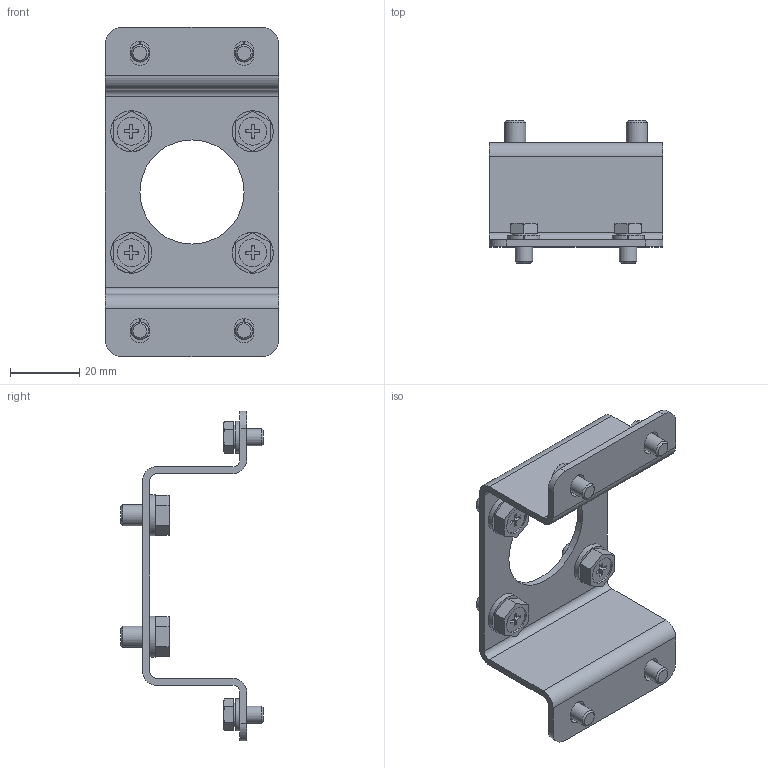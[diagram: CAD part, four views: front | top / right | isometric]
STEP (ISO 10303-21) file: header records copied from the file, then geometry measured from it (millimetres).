
FILE_DESCRIPTION(/* description */ ('STEP AP214'),/* implementation_level */ '2;1');
FILE_NAME(/* name */ '3636269_DARQ-K-X1-A1-F05-20-R1',/* time_stamp */ '2024-08-14T16:44:53+02:00',/* author */ ('License CC BY-ND 4.0'),/* organization */ ('CADENAS'),/* preprocessor_version */ 'ST-DEVELOPER v19.3',/* originating_system */ 'PARTsolutions',/* authorisation */ ' ');
FILE_SCHEMA (('AUTOMOTIVE_DESIGN {1 0 10303 214 3 1 1}'));
Length unit declared in the file: millimetre
Products named in the file (6): 3636269 DARQ-K-X1-A1-F05-20-R1; 3636269 DARQ-K-X1-A1-F05-20-R1_bef; Spring lock washer DIN 127 A6; 406558 GB9074.12-M6x10-A2-70; ISO 4017 M5x8(F); Spring lock washer DIN 127 A5.6
Assembly tree (17 placements, depth 2):
  3636269 DARQ-K-X1-A1-F05-20-R1
    3636269 DARQ-K-X1-A1-F05-20-R1_bef
    Spring lock washer DIN 127 A6  x4
    406558 GB9074.12-M6x10-A2-70  x4
    ISO 4017 M5x8(F)  x4
    Spring lock washer DIN 127 A5.6  x4
Bounding box: 50 x 41.2 x 95 mm (x, y, z)
Volume: 17003.2 mm3; surface area: 18931.4 mm2
Topology: 17 solids, 17 shells, 279 faces, 648 edges, 423 vertices
Faces by surface type: plane 186, cylinder 57, cone 32, torus 4
Full cylindrical faces by diameter (mm): 5 x4, 6 x4, 6.5 x4, 6.88 x4, 8 x4, 30 x1
Entity records: 3363 total; most frequent: CARTESIAN_POINT 579, DIRECTION 566, ORIENTED_EDGE 498, EDGE_CURVE 249, AXIS2_PLACEMENT_3D 206, VERTEX_POINT 171, LINE 154, VECTOR 154
